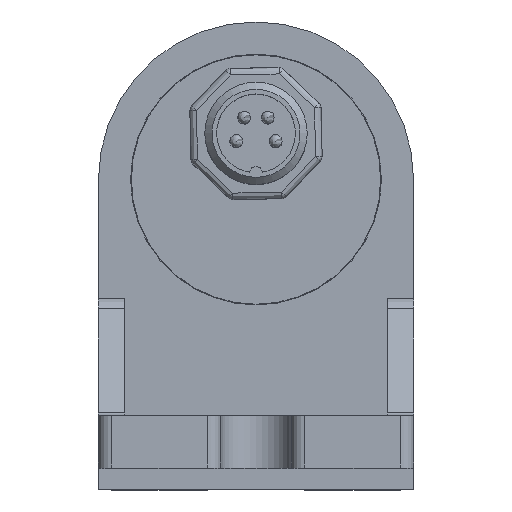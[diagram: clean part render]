
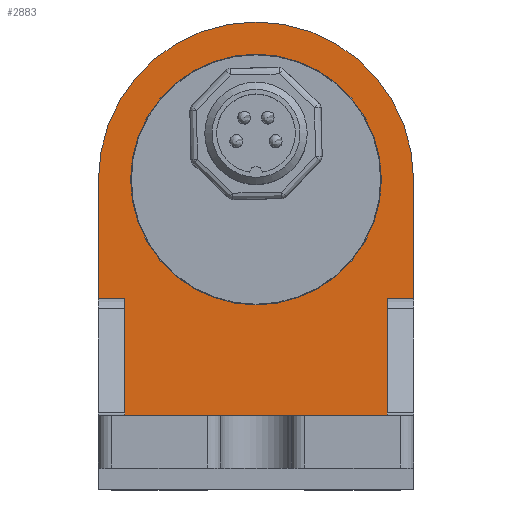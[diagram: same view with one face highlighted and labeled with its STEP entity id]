
A CAD part, top view. The second image highlights one B-rep face of the part: STEP entity #2883.
In plain terms, the highlighted planar face has unit normal (0, 0, 1).
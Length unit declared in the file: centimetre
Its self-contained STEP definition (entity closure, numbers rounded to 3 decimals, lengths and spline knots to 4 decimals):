
#224=PLANE('',#3239);
#402=VECTOR('',#4020,1.);
#421=VECTOR('',#4079,1.);
#424=VECTOR('',#4087,1.);
#425=VECTOR('',#4091,1.);
#426=VECTOR('',#4094,1.);
#427=VECTOR('',#4095,1.);
#428=VECTOR('',#4096,1.);
#608=LINE('',#4851,#402);
#627=LINE('',#4917,#421);
#630=LINE('',#4924,#424);
#631=LINE('',#4928,#425);
#632=LINE('',#4932,#426);
#633=LINE('',#4933,#427);
#634=LINE('',#4934,#428);
#877=VERTEX_POINT('',#4850);
#878=VERTEX_POINT('',#4852);
#900=VERTEX_POINT('',#4911);
#903=VERTEX_POINT('',#4916);
#904=VERTEX_POINT('',#4923);
#905=VERTEX_POINT('',#4925);
#906=VERTEX_POINT('',#4929);
#907=VERTEX_POINT('',#4931);
#908=VERTEX_POINT('',#4936);
#1105=CIRCLE('',#3240,1.2);
#1106=CIRCLE('',#3241,0.955);
#1457=EDGE_CURVE('',#878,#877,#608,.T.);
#1491=EDGE_CURVE('',#903,#900,#627,.T.);
#1495=EDGE_CURVE('',#904,#905,#630,.T.);
#1497=EDGE_CURVE('',#906,#903,#631,.T.);
#1498=EDGE_CURVE('',#907,#906,#1105,.T.);
#1499=EDGE_CURVE('',#905,#907,#632,.T.);
#1500=EDGE_CURVE('',#904,#878,#633,.T.);
#1501=EDGE_CURVE('',#877,#900,#634,.T.);
#1502=EDGE_CURVE('',#908,#908,#1106,.T.);
#2257=ORIENTED_EDGE('',*,*,#1491,.F.);
#2258=ORIENTED_EDGE('',*,*,#1497,.F.);
#2259=ORIENTED_EDGE('',*,*,#1498,.F.);
#2260=ORIENTED_EDGE('',*,*,#1499,.F.);
#2261=ORIENTED_EDGE('',*,*,#1495,.F.);
#2262=ORIENTED_EDGE('',*,*,#1500,.T.);
#2263=ORIENTED_EDGE('',*,*,#1457,.T.);
#2264=ORIENTED_EDGE('',*,*,#1501,.T.);
#2265=ORIENTED_EDGE('',*,*,#1502,.F.);
#2511=EDGE_LOOP('',(#2257,#2258,#2259,#2260,#2261,#2262,#2263,#2264));
#2512=EDGE_LOOP('',(#2265));
#2711=FACE_BOUND('',#2511,.T.);
#2712=FACE_BOUND('',#2512,.T.);
#2883=ADVANCED_FACE('',(#2711,#2712),#224,.T.);
#3239=AXIS2_PLACEMENT_3D('',#4927,#4090,$);
#3240=AXIS2_PLACEMENT_3D('',#4930,#4092,#4093);
#3241=AXIS2_PLACEMENT_3D('',#4935,#4097,#4098);
#4020=DIRECTION('',(1.,0.,0.));
#4079=DIRECTION('',(-1.,0.,0.));
#4087=DIRECTION('',(-1.,0.,0.));
#4090=DIRECTION('',(0.,0.,1.));
#4091=DIRECTION('',(0.,-1.,0.));
#4092=DIRECTION('',(0.,0.,-1.));
#4093=DIRECTION('',(-1.2,0.,0.));
#4094=DIRECTION('',(0.,1.,0.));
#4095=DIRECTION('',(0.,-1.,0.));
#4096=DIRECTION('',(0.,1.,0.));
#4097=DIRECTION('',(0.,0.,1.));
#4098=DIRECTION('',(-0.955,0.,0.));
#4850=CARTESIAN_POINT('',(1.,-1.8,91.42));
#4851=CARTESIAN_POINT('',(0.,-1.8,91.42));
#4852=CARTESIAN_POINT('',(-1.,-1.8,91.42));
#4911=CARTESIAN_POINT('',(1.,-0.9078,91.42));
#4916=CARTESIAN_POINT('',(1.2,-0.9078,91.42));
#4917=CARTESIAN_POINT('',(0.6,-0.9078,91.42));
#4923=CARTESIAN_POINT('',(-1.,-0.9078,91.42));
#4924=CARTESIAN_POINT('',(-0.5,-0.9078,91.42));
#4925=CARTESIAN_POINT('',(-1.2,-0.9078,91.42));
#4927=CARTESIAN_POINT('',(0.,-0.7118,91.42));
#4928=CARTESIAN_POINT('',(1.2,0.,91.42));
#4929=CARTESIAN_POINT('',(1.2,0.,91.42));
#4930=CARTESIAN_POINT('',(0.,0.,91.42));
#4931=CARTESIAN_POINT('',(-1.2,0.,91.42));
#4932=CARTESIAN_POINT('',(-1.2,-2.2,91.42));
#4933=CARTESIAN_POINT('',(-1.,-1.0709,91.42));
#4934=CARTESIAN_POINT('',(1.,-1.0709,91.42));
#4935=CARTESIAN_POINT('',(0.,0.,91.42));
#4936=CARTESIAN_POINT('',(-0.955,0.,91.42));
